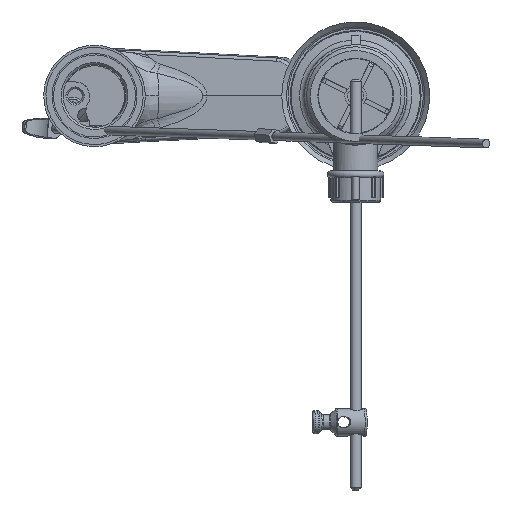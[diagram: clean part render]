
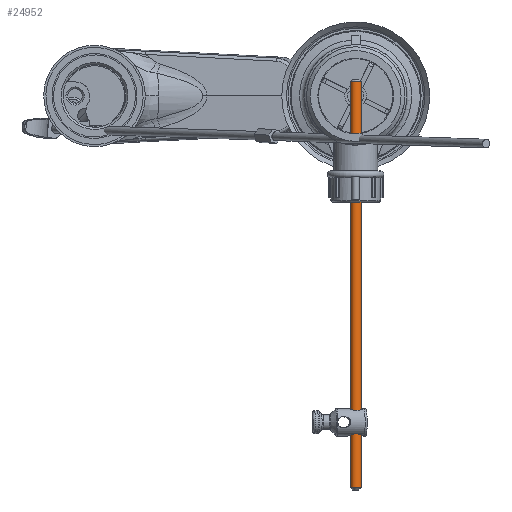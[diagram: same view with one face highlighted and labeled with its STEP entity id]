
A CAD part, front view. The second image highlights one B-rep face of the part: STEP entity #24952.
In plain terms, the highlighted cylindrical face has radius 2.5 mm (diameter 5 mm), a full revolution.
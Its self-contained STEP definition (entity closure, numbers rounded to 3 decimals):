
#160 = CARTESIAN_POINT ( 'NONE',  ( 120.872, -145.52, -181.358 ) ) ;
#782 = VERTEX_POINT ( 'NONE', #24985 ) ;
#2022 = AXIS2_PLACEMENT_3D ( 'NONE', #15075, #22133, #17217 ) ;
#4400 = DIRECTION ( 'NONE',  ( 0.997, -0.073, 0. ) ) ;
#6945 = AXIS2_PLACEMENT_3D ( 'NONE', #160, #28739, #4400 ) ;
#7484 = AXIS2_PLACEMENT_3D ( 'NONE', #14168, #16835, #26421 ) ;
#8167 = EDGE_CURVE ( 'NONE', #20360, #20360, #8617, .T. ) ;
#8310 = FACE_OUTER_BOUND ( 'NONE', #12465, .T. ) ;
#8617 = CIRCLE ( 'NONE', #6945, 2.5 ) ;
#11016 = CYLINDRICAL_SURFACE ( 'NONE', #2022, 2.5 ) ;
#12465 = EDGE_LOOP ( 'NONE', ( #18580 ) ) ;
#14168 = CARTESIAN_POINT ( 'NONE',  ( 120.872, -145.52, 6.642 ) ) ;
#15075 = CARTESIAN_POINT ( 'NONE',  ( 120.872, -145.52, 7.642 ) ) ;
#16419 = CIRCLE ( 'NONE', #7484, 2.5 ) ;
#16835 = DIRECTION ( 'NONE',  ( 0., 0., -1. ) ) ;
#17217 = DIRECTION ( 'NONE',  ( -0.997, 0.073, 0. ) ) ;
#18580 = ORIENTED_EDGE ( 'NONE', *, *, #23262, .T. ) ;
#20360 = VERTEX_POINT ( 'NONE', #24561 ) ;
#22133 = DIRECTION ( 'NONE',  ( 0., 0., -1. ) ) ;
#22844 = FACE_OUTER_BOUND ( 'NONE', #31277, .T. ) ;
#23262 = EDGE_CURVE ( 'NONE', #782, #782, #16419, .T. ) ;
#24561 = CARTESIAN_POINT ( 'NONE',  ( 123.366, -145.703, -181.358 ) ) ;
#24952 = ADVANCED_FACE ( 'NONE', ( #22844, #8310 ), #11016, .T. ) ;
#24985 = CARTESIAN_POINT ( 'NONE',  ( 123.366, -145.703, 6.642 ) ) ;
#26421 = DIRECTION ( 'NONE',  ( 0.997, -0.073, 0. ) ) ;
#28254 = ORIENTED_EDGE ( 'NONE', *, *, #8167, .T. ) ;
#28739 = DIRECTION ( 'NONE',  ( 0., 0., 1. ) ) ;
#31277 = EDGE_LOOP ( 'NONE', ( #28254 ) ) ;
